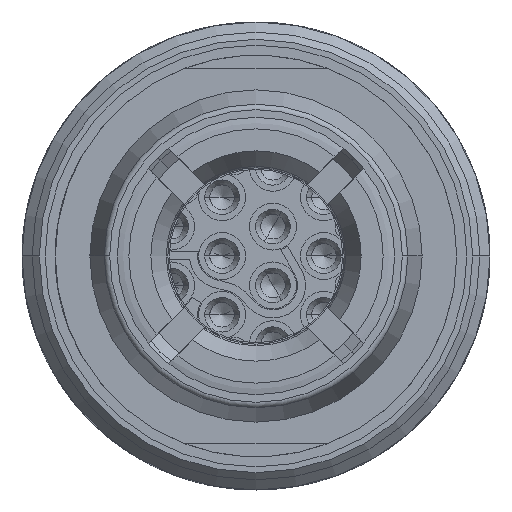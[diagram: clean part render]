
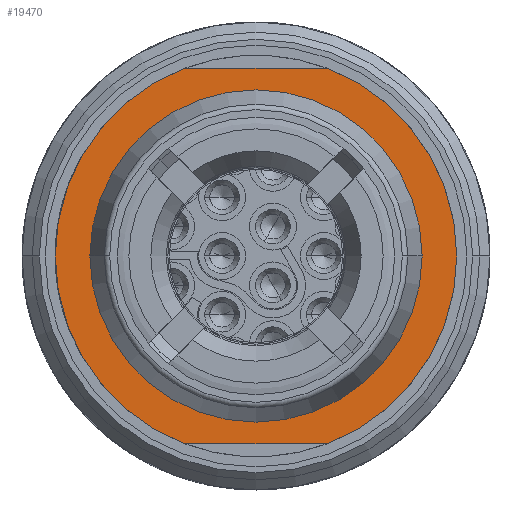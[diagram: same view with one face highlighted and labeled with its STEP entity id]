
A CAD part, left-side view. The second image highlights one B-rep face of the part: STEP entity #19470.
In plain terms, the highlighted planar face has unit normal (-1, 0, 0).
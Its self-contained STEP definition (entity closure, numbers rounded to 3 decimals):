
#3480=DIRECTION('',(0.,-1.,0.));
#3481=VECTOR('',#3480,4.92);
#3482=CARTESIAN_POINT('',(-28.256,2.46,6.5));
#3483=LINE('',#3482,#3481);
#3484=CARTESIAN_POINT('',(-28.256,0.,0.));
#3485=DIRECTION('',(1.,0.,0.));
#3486=DIRECTION('',(0.,-0.354,0.935));
#3487=AXIS2_PLACEMENT_3D('',#3484,#3485,#3486);
#3489=CARTESIAN_POINT('',(-28.256,0.,0.));
#3490=DIRECTION('',(1.,0.,0.));
#3491=DIRECTION('',(0.,-1.,0.));
#3492=AXIS2_PLACEMENT_3D('',#3489,#3490,#3491);
#3494=CARTESIAN_POINT('',(-28.256,0.,0.));
#3495=DIRECTION('',(1.,0.,0.));
#3496=DIRECTION('',(0.,0.354,-0.935));
#3497=AXIS2_PLACEMENT_3D('',#3494,#3495,#3496);
#3499=CARTESIAN_POINT('',(-28.256,0.,0.));
#3500=DIRECTION('',(1.,0.,0.));
#3501=DIRECTION('',(0.,1.,0.));
#3502=AXIS2_PLACEMENT_3D('',#3499,#3500,#3501);
#3504=CARTESIAN_POINT('',(-28.256,0.,0.));
#3505=DIRECTION('',(-1.,0.,0.));
#3506=DIRECTION('',(0.,1.,0.));
#3507=AXIS2_PLACEMENT_3D('',#3504,#3505,#3506);
#3509=CARTESIAN_POINT('',(-28.256,0.,0.));
#3510=DIRECTION('',(-1.,0.,0.));
#3511=DIRECTION('',(0.,-1.,0.));
#3512=AXIS2_PLACEMENT_3D('',#3509,#3510,#3511);
#3523=DIRECTION('',(0.,-1.,0.));
#3524=VECTOR('',#3523,4.92);
#3525=CARTESIAN_POINT('',(-28.256,2.46,-6.5));
#3526=LINE('',#3525,#3524);
#14303=CARTESIAN_POINT('',(-28.256,-6.95,0.));
#14304=VERTEX_POINT('',#14303);
#14305=CARTESIAN_POINT('',(-28.256,-2.46,6.5));
#14306=VERTEX_POINT('',#14305);
#14311=CARTESIAN_POINT('',(-28.256,2.46,6.5));
#14312=VERTEX_POINT('',#14311);
#14313=CARTESIAN_POINT('',(-28.256,6.95,0.));
#14314=VERTEX_POINT('',#14313);
#14433=CARTESIAN_POINT('',(-28.256,2.46,-6.5));
#14434=VERTEX_POINT('',#14433);
#14439=CARTESIAN_POINT('',(-28.256,-2.46,-6.5));
#14440=VERTEX_POINT('',#14439);
#14498=CARTESIAN_POINT('',(-28.256,5.3,0.));
#14499=CARTESIAN_POINT('',(-28.256,-5.3,0.));
#14500=VERTEX_POINT('',#14498);
#14501=VERTEX_POINT('',#14499);
#19449=CARTESIAN_POINT('',(-28.256,0.,0.));
#19450=DIRECTION('',(-1.,0.,0.));
#19451=DIRECTION('',(0.,-1.,0.));
#19452=AXIS2_PLACEMENT_3D('',#19449,#19450,#19451);
#19453=PLANE('',#19452);
#19455=ORIENTED_EDGE('',*,*,#19454,.T.);
#19456=ORIENTED_EDGE('',*,*,#18827,.T.);
#19457=ORIENTED_EDGE('',*,*,#18933,.T.);
#19459=ORIENTED_EDGE('',*,*,#19458,.F.);
#19460=ORIENTED_EDGE('',*,*,#18925,.T.);
#19461=ORIENTED_EDGE('',*,*,#18835,.T.);
#19462=EDGE_LOOP('',(#19455,#19456,#19457,#19459,#19460,#19461));
#19463=FACE_OUTER_BOUND('',#19462,.F.);
#19465=ORIENTED_EDGE('',*,*,#19464,.T.);
#19467=ORIENTED_EDGE('',*,*,#19466,.T.);
#19468=EDGE_LOOP('',(#19465,#19467));
#19469=FACE_BOUND('',#19468,.F.);
#3488=CIRCLE('',#3487,6.95);
#3493=CIRCLE('',#3492,6.95);
#3498=CIRCLE('',#3497,6.95);
#3503=CIRCLE('',#3502,6.95);
#3508=CIRCLE('',#3507,5.3);
#3513=CIRCLE('',#3512,5.3);
#18827=EDGE_CURVE('',#14306,#14304,#3488,.T.);
#18835=EDGE_CURVE('',#14314,#14312,#3503,.T.);
#18925=EDGE_CURVE('',#14434,#14314,#3498,.T.);
#18933=EDGE_CURVE('',#14304,#14440,#3493,.T.);
#19454=EDGE_CURVE('',#14312,#14306,#3483,.T.);
#19458=EDGE_CURVE('',#14434,#14440,#3526,.T.);
#19464=EDGE_CURVE('',#14500,#14501,#3508,.T.);
#19466=EDGE_CURVE('',#14501,#14500,#3513,.T.);
#19470=ADVANCED_FACE('',(#19463,#19469),#19453,.T.);
